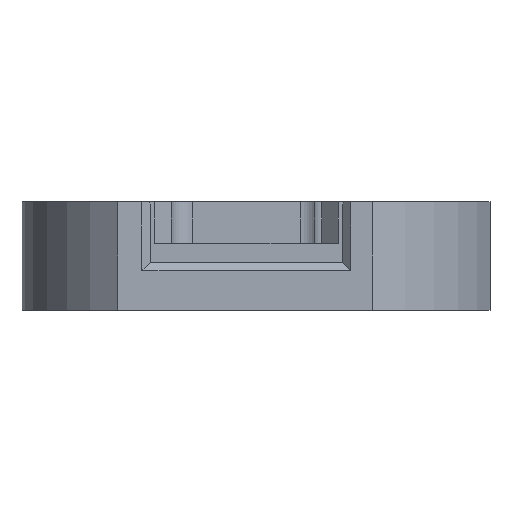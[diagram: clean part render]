
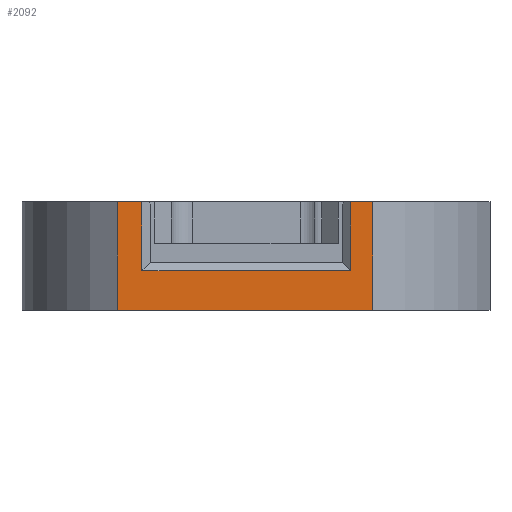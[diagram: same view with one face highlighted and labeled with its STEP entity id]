
A CAD part, left-side view. The second image highlights one B-rep face of the part: STEP entity #2092.
In plain terms, the highlighted planar face has unit normal (-1, 0, 0).
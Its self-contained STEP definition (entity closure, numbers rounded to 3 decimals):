
#80 = EDGE_CURVE ( 'NONE', #1842, #1804, #457, .T. ) ;
#257 = VECTOR ( 'NONE', #277, 1000. ) ;
#259 = DIRECTION ( 'NONE',  ( 0., 0., 1. ) ) ;
#260 = VECTOR ( 'NONE', #259, 1000. ) ;
#263 = VECTOR ( 'NONE', #2351, 1000. ) ;
#267 = LINE ( 'NONE', #1021, #260 ) ;
#273 = LINE ( 'NONE', #503, #263 ) ;
#276 = LINE ( 'NONE', #528, #257 ) ;
#277 = DIRECTION ( 'NONE',  ( 0., -1., 0. ) ) ;
#279 = VECTOR ( 'NONE', #1020, 1000. ) ;
#281 = LINE ( 'NONE', #1003, #288 ) ;
#288 = VECTOR ( 'NONE', #1102, 1000. ) ;
#294 = LINE ( 'NONE', #582, #279 ) ;
#295 = LINE ( 'NONE', #2252, #299 ) ;
#299 = VECTOR ( 'NONE', #2257, 1000. ) ;
#312 = VECTOR ( 'NONE', #1339, 1000. ) ;
#322 = LINE ( 'NONE', #575, #312 ) ;
#352 = EDGE_CURVE ( 'NONE', #1608, #1625, #322, .T. ) ;
#396 = EDGE_CURVE ( 'NONE', #1773, #1625, #295, .T. ) ;
#414 = EDGE_CURVE ( 'NONE', #1773, #589, #294, .T. ) ;
#429 = EDGE_CURVE ( 'NONE', #589, #1787, #281, .T. ) ;
#439 = EDGE_CURVE ( 'NONE', #1787, #1804, #273, .T. ) ;
#445 = EDGE_CURVE ( 'NONE', #1952, #1842, #267, .T. ) ;
#446 = VECTOR ( 'NONE', #1941, 1000. ) ;
#456 = EDGE_CURVE ( 'NONE', #1952, #1608, #276, .T. ) ;
#457 = LINE ( 'NONE', #1342, #446 ) ;
#500 = DIRECTION ( 'NONE',  ( -1., 0., 0. ) ) ;
#503 = CARTESIAN_POINT ( 'NONE',  ( 463.304, 1348.284, 0. ) ) ;
#528 = CARTESIAN_POINT ( 'NONE',  ( 463.304, 1377.43, -130. ) ) ;
#575 = CARTESIAN_POINT ( 'NONE',  ( 463.304, 1072.117, -130. ) ) ;
#582 = CARTESIAN_POINT ( 'NONE',  ( 463.304, 1098.284, -72.5 ) ) ;
#589 = VERTEX_POINT ( 'NONE', #2110 ) ;
#590 = ORIENTED_EDGE ( 'NONE', *, *, #352, .T. ) ;
#597 = ORIENTED_EDGE ( 'NONE', *, *, #429, .T. ) ;
#647 = ORIENTED_EDGE ( 'NONE', *, *, #456, .T. ) ;
#653 = ORIENTED_EDGE ( 'NONE', *, *, #445, .F. ) ;
#657 = ORIENTED_EDGE ( 'NONE', *, *, #80, .F. ) ;
#658 = CARTESIAN_POINT ( 'NONE',  ( 463.304, 1377.43, -130. ) ) ;
#663 = ORIENTED_EDGE ( 'NONE', *, *, #439, .T. ) ;
#667 = ORIENTED_EDGE ( 'NONE', *, *, #396, .F. ) ;
#672 = ORIENTED_EDGE ( 'NONE', *, *, #414, .T. ) ;
#706 = DIRECTION ( 'NONE',  ( 0., 0., 1. ) ) ;
#855 = CARTESIAN_POINT ( 'NONE',  ( 463.304, 1072.117, -130. ) ) ;
#926 = CARTESIAN_POINT ( 'NONE',  ( 463.304, 1377.43, -130. ) ) ;
#991 = CARTESIAN_POINT ( 'NONE',  ( 463.304, 1348.284, 0. ) ) ;
#1003 = CARTESIAN_POINT ( 'NONE',  ( 463.304, 1377.43, -82.5 ) ) ;
#1020 = DIRECTION ( 'NONE',  ( 0., 0., -1. ) ) ;
#1021 = CARTESIAN_POINT ( 'NONE',  ( 463.304, 1377.43, -130. ) ) ;
#1102 = DIRECTION ( 'NONE',  ( 0., 1., 0. ) ) ;
#1185 = CARTESIAN_POINT ( 'NONE',  ( 463.304, 1072.117, 0. ) ) ;
#1339 = DIRECTION ( 'NONE',  ( 0., 0., 1. ) ) ;
#1342 = CARTESIAN_POINT ( 'NONE',  ( 463.304, 1377.43, 0. ) ) ;
#1519 = PLANE ( 'NONE',  #1691 ) ;
#1591 = CARTESIAN_POINT ( 'NONE',  ( 463.304, 1377.43, 0. ) ) ;
#1608 = VERTEX_POINT ( 'NONE', #855 ) ;
#1625 = VERTEX_POINT ( 'NONE', #1185 ) ;
#1681 = CARTESIAN_POINT ( 'NONE',  ( 463.304, 1098.284, 0. ) ) ;
#1691 = AXIS2_PLACEMENT_3D ( 'NONE', #658, #500, #706 ) ;
#1715 = EDGE_LOOP ( 'NONE', ( #667, #672, #597, #663, #657, #653, #647, #590 ) ) ;
#1773 = VERTEX_POINT ( 'NONE', #1681 ) ;
#1787 = VERTEX_POINT ( 'NONE', #2211 ) ;
#1804 = VERTEX_POINT ( 'NONE', #991 ) ;
#1842 = VERTEX_POINT ( 'NONE', #1591 ) ;
#1852 = FACE_OUTER_BOUND ( 'NONE', #1715, .T. ) ;
#1941 = DIRECTION ( 'NONE',  ( 0., -1., 0. ) ) ;
#1952 = VERTEX_POINT ( 'NONE', #926 ) ;
#2092 = ADVANCED_FACE ( 'NONE', ( #1852 ), #1519, .T. ) ;
#2110 = CARTESIAN_POINT ( 'NONE',  ( 463.304, 1098.284, -82.5 ) ) ;
#2211 = CARTESIAN_POINT ( 'NONE',  ( 463.304, 1348.284, -82.5 ) ) ;
#2252 = CARTESIAN_POINT ( 'NONE',  ( 463.304, 1377.43, 0. ) ) ;
#2257 = DIRECTION ( 'NONE',  ( 0., -1., 0. ) ) ;
#2351 = DIRECTION ( 'NONE',  ( 0., 0., 1. ) ) ;
